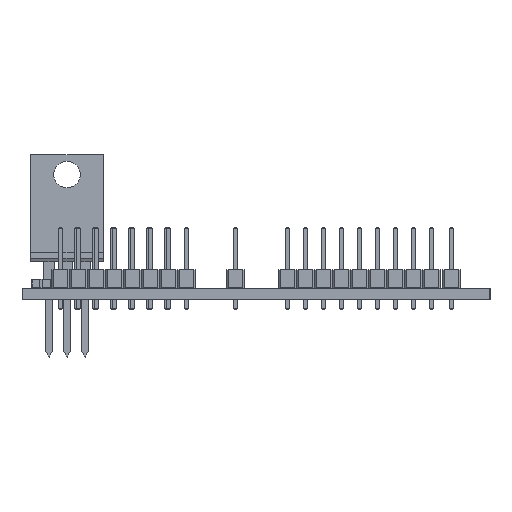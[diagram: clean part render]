
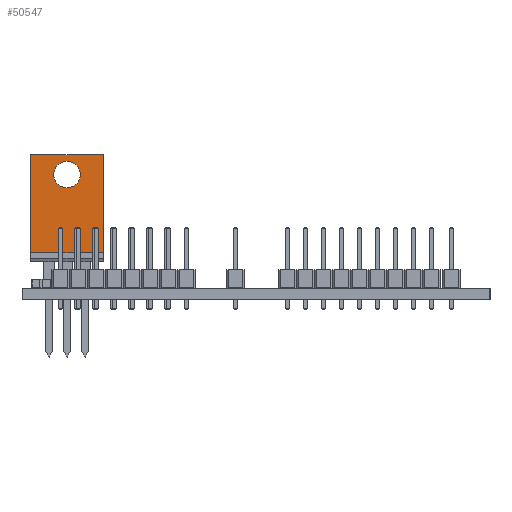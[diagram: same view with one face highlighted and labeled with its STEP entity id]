
A CAD part, left-side view. The second image highlights one B-rep face of the part: STEP entity #50547.
In plain terms, the highlighted face is planar.
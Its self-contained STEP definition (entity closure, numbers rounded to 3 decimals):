
#48027 = PLANE('',#48028);
#48028 = AXIS2_PLACEMENT_3D('',#48029,#48030,#48031);
#48029 = CARTESIAN_POINT('',(7.655,3.16,5.));
#48030 = DIRECTION('',(1.,0.,0.));
#48031 = DIRECTION('',(0.,-1.,0.));
#48083 = PLANE('',#48084);
#48084 = AXIS2_PLACEMENT_3D('',#48085,#48086,#48087);
#48085 = CARTESIAN_POINT('',(-2.575,1.89,5.));
#48086 = DIRECTION('',(-1.,0.,0.));
#48087 = DIRECTION('',(0.,1.,0.));
#48160 = PLANE('',#48161);
#48161 = AXIS2_PLACEMENT_3D('',#48162,#48163,#48164);
#48162 = CARTESIAN_POINT('',(-2.575,3.16,5.));
#48163 = DIRECTION('',(0.,0.,1.));
#48164 = DIRECTION('',(1.,0.,0.));
#49217 = VERTEX_POINT('',#49218);
#49218 = CARTESIAN_POINT('',(-2.575,3.16,18.775));
#49232 = PLANE('',#49233);
#49233 = AXIS2_PLACEMENT_3D('',#49234,#49235,#49236);
#49234 = CARTESIAN_POINT('',(-2.575,3.16,18.775));
#49235 = DIRECTION('',(0.,0.,1.));
#49236 = DIRECTION('',(1.,0.,0.));
#49244 = EDGE_CURVE('',#49245,#49217,#49247,.T.);
#49245 = VERTEX_POINT('',#49246);
#49246 = CARTESIAN_POINT('',(-2.575,3.16,5.));
#49247 = SURFACE_CURVE('',#49248,(#49252,#49259),.PCURVE_S1.);
#49248 = LINE('',#49249,#49250);
#49249 = CARTESIAN_POINT('',(-2.575,3.16,5.));
#49250 = VECTOR('',#49251,1.);
#49251 = DIRECTION('',(0.,0.,1.));
#49252 = PCURVE('',#48083,#49253);
#49253 = DEFINITIONAL_REPRESENTATION('',(#49254),#49258);
#49254 = LINE('',#49255,#49256);
#49255 = CARTESIAN_POINT('',(1.27,0.));
#49256 = VECTOR('',#49257,1.);
#49257 = DIRECTION('',(0.,-1.));
#49258 = ( GEOMETRIC_REPRESENTATION_CONTEXT(2) 
PARAMETRIC_REPRESENTATION_CONTEXT() REPRESENTATION_CONTEXT('2D SPACE',''
  ) );
#49259 = PCURVE('',#49260,#49265);
#49260 = PLANE('',#49261);
#49261 = AXIS2_PLACEMENT_3D('',#49262,#49263,#49264);
#49262 = CARTESIAN_POINT('',(-2.575,3.16,5.));
#49263 = DIRECTION('',(0.,1.,0.));
#49264 = DIRECTION('',(1.,0.,0.));
#49265 = DEFINITIONAL_REPRESENTATION('',(#49266),#49270);
#49266 = LINE('',#49267,#49268);
#49267 = CARTESIAN_POINT('',(0.,0.));
#49268 = VECTOR('',#49269,1.);
#49269 = DIRECTION('',(0.,-1.));
#49270 = ( GEOMETRIC_REPRESENTATION_CONTEXT(2) 
PARAMETRIC_REPRESENTATION_CONTEXT() REPRESENTATION_CONTEXT('2D SPACE',''
  ) );
#49362 = CYLINDRICAL_SURFACE('',#49363,1.868);
#49363 = AXIS2_PLACEMENT_3D('',#49364,#49365,#49366);
#49364 = CARTESIAN_POINT('',(2.54,1.89,16.005));
#49365 = DIRECTION('',(0.,-1.,0.));
#49366 = DIRECTION('',(1.,0.,0.));
#49378 = VERTEX_POINT('',#49379);
#49379 = CARTESIAN_POINT('',(7.655,3.16,5.));
#49400 = EDGE_CURVE('',#49378,#49401,#49403,.T.);
#49401 = VERTEX_POINT('',#49402);
#49402 = CARTESIAN_POINT('',(7.655,3.16,18.775));
#49403 = SURFACE_CURVE('',#49404,(#49408,#49415),.PCURVE_S1.);
#49404 = LINE('',#49405,#49406);
#49405 = CARTESIAN_POINT('',(7.655,3.16,5.));
#49406 = VECTOR('',#49407,1.);
#49407 = DIRECTION('',(0.,0.,1.));
#49408 = PCURVE('',#48027,#49409);
#49409 = DEFINITIONAL_REPRESENTATION('',(#49410),#49414);
#49410 = LINE('',#49411,#49412);
#49411 = CARTESIAN_POINT('',(0.,0.));
#49412 = VECTOR('',#49413,1.);
#49413 = DIRECTION('',(0.,-1.));
#49414 = ( GEOMETRIC_REPRESENTATION_CONTEXT(2) 
PARAMETRIC_REPRESENTATION_CONTEXT() REPRESENTATION_CONTEXT('2D SPACE',''
  ) );
#49415 = PCURVE('',#49260,#49416);
#49416 = DEFINITIONAL_REPRESENTATION('',(#49417),#49421);
#49417 = LINE('',#49418,#49419);
#49418 = CARTESIAN_POINT('',(10.23,0.));
#49419 = VECTOR('',#49420,1.);
#49420 = DIRECTION('',(0.,-1.));
#49421 = ( GEOMETRIC_REPRESENTATION_CONTEXT(2) 
PARAMETRIC_REPRESENTATION_CONTEXT() REPRESENTATION_CONTEXT('2D SPACE',''
  ) );
#49450 = EDGE_CURVE('',#49245,#49378,#49451,.T.);
#49451 = SURFACE_CURVE('',#49452,(#49456,#49463),.PCURVE_S1.);
#49452 = LINE('',#49453,#49454);
#49453 = CARTESIAN_POINT('',(-2.575,3.16,5.));
#49454 = VECTOR('',#49455,1.);
#49455 = DIRECTION('',(1.,0.,0.));
#49456 = PCURVE('',#48160,#49457);
#49457 = DEFINITIONAL_REPRESENTATION('',(#49458),#49462);
#49458 = LINE('',#49459,#49460);
#49459 = CARTESIAN_POINT('',(0.,0.));
#49460 = VECTOR('',#49461,1.);
#49461 = DIRECTION('',(1.,0.));
#49462 = ( GEOMETRIC_REPRESENTATION_CONTEXT(2) 
PARAMETRIC_REPRESENTATION_CONTEXT() REPRESENTATION_CONTEXT('2D SPACE',''
  ) );
#49463 = PCURVE('',#49260,#49464);
#49464 = DEFINITIONAL_REPRESENTATION('',(#49465),#49469);
#49465 = LINE('',#49466,#49467);
#49466 = CARTESIAN_POINT('',(0.,0.));
#49467 = VECTOR('',#49468,1.);
#49468 = DIRECTION('',(1.,0.));
#49469 = ( GEOMETRIC_REPRESENTATION_CONTEXT(2) 
PARAMETRIC_REPRESENTATION_CONTEXT() REPRESENTATION_CONTEXT('2D SPACE',''
  ) );
#50547 = ADVANCED_FACE('',(#50548,#50574),#49260,.T.);
#50548 = FACE_BOUND('',#50549,.T.);
#50549 = EDGE_LOOP('',(#50550,#50551,#50572,#50573));
#50550 = ORIENTED_EDGE('',*,*,#49244,.T.);
#50551 = ORIENTED_EDGE('',*,*,#50552,.T.);
#50552 = EDGE_CURVE('',#49217,#49401,#50553,.T.);
#50553 = SURFACE_CURVE('',#50554,(#50558,#50565),.PCURVE_S1.);
#50554 = LINE('',#50555,#50556);
#50555 = CARTESIAN_POINT('',(-2.575,3.16,18.775));
#50556 = VECTOR('',#50557,1.);
#50557 = DIRECTION('',(1.,0.,0.));
#50558 = PCURVE('',#49260,#50559);
#50559 = DEFINITIONAL_REPRESENTATION('',(#50560),#50564);
#50560 = LINE('',#50561,#50562);
#50561 = CARTESIAN_POINT('',(0.,-13.775));
#50562 = VECTOR('',#50563,1.);
#50563 = DIRECTION('',(1.,0.));
#50564 = ( GEOMETRIC_REPRESENTATION_CONTEXT(2) 
PARAMETRIC_REPRESENTATION_CONTEXT() REPRESENTATION_CONTEXT('2D SPACE',''
  ) );
#50565 = PCURVE('',#49232,#50566);
#50566 = DEFINITIONAL_REPRESENTATION('',(#50567),#50571);
#50567 = LINE('',#50568,#50569);
#50568 = CARTESIAN_POINT('',(0.,0.));
#50569 = VECTOR('',#50570,1.);
#50570 = DIRECTION('',(1.,0.));
#50571 = ( GEOMETRIC_REPRESENTATION_CONTEXT(2) 
PARAMETRIC_REPRESENTATION_CONTEXT() REPRESENTATION_CONTEXT('2D SPACE',''
  ) );
#50572 = ORIENTED_EDGE('',*,*,#49400,.F.);
#50573 = ORIENTED_EDGE('',*,*,#49450,.F.);
#50574 = FACE_BOUND('',#50575,.T.);
#50575 = EDGE_LOOP('',(#50576));
#50576 = ORIENTED_EDGE('',*,*,#50577,.T.);
#50577 = EDGE_CURVE('',#50578,#50578,#50580,.T.);
#50578 = VERTEX_POINT('',#50579);
#50579 = CARTESIAN_POINT('',(4.408,3.16,16.005));
#50580 = SURFACE_CURVE('',#50581,(#50586,#50597),.PCURVE_S1.);
#50581 = CIRCLE('',#50582,1.868);
#50582 = AXIS2_PLACEMENT_3D('',#50583,#50584,#50585);
#50583 = CARTESIAN_POINT('',(2.54,3.16,16.005));
#50584 = DIRECTION('',(0.,-1.,0.));
#50585 = DIRECTION('',(1.,0.,0.));
#50586 = PCURVE('',#49260,#50587);
#50587 = DEFINITIONAL_REPRESENTATION('',(#50588),#50596);
#50588 = ( BOUNDED_CURVE() B_SPLINE_CURVE(2,(#50589,#50590,#50591,#50592
    ,#50593,#50594,#50595),.UNSPECIFIED.,.T.,.F.) 
B_SPLINE_CURVE_WITH_KNOTS((1,2,2,2,2,1),(-2.094,0.,
    2.094,4.189,6.283,8.378),
.UNSPECIFIED.) CURVE() GEOMETRIC_REPRESENTATION_ITEM() 
RATIONAL_B_SPLINE_CURVE((1.,0.5,1.,0.5,1.,0.5,1.)) REPRESENTATION_ITEM(
  '') );
#50589 = CARTESIAN_POINT('',(6.983,-11.005));
#50590 = CARTESIAN_POINT('',(6.983,-14.24));
#50591 = CARTESIAN_POINT('',(4.181,-12.622));
#50592 = CARTESIAN_POINT('',(1.38,-11.005));
#50593 = CARTESIAN_POINT('',(4.181,-9.388));
#50594 = CARTESIAN_POINT('',(6.983,-7.77));
#50595 = CARTESIAN_POINT('',(6.983,-11.005));
#50596 = ( GEOMETRIC_REPRESENTATION_CONTEXT(2) 
PARAMETRIC_REPRESENTATION_CONTEXT() REPRESENTATION_CONTEXT('2D SPACE',''
  ) );
#50597 = PCURVE('',#49362,#50598);
#50598 = DEFINITIONAL_REPRESENTATION('',(#50599),#50603);
#50599 = LINE('',#50600,#50601);
#50600 = CARTESIAN_POINT('',(0.,-1.27));
#50601 = VECTOR('',#50602,1.);
#50602 = DIRECTION('',(1.,0.));
#50603 = ( GEOMETRIC_REPRESENTATION_CONTEXT(2) 
PARAMETRIC_REPRESENTATION_CONTEXT() REPRESENTATION_CONTEXT('2D SPACE',''
  ) );
